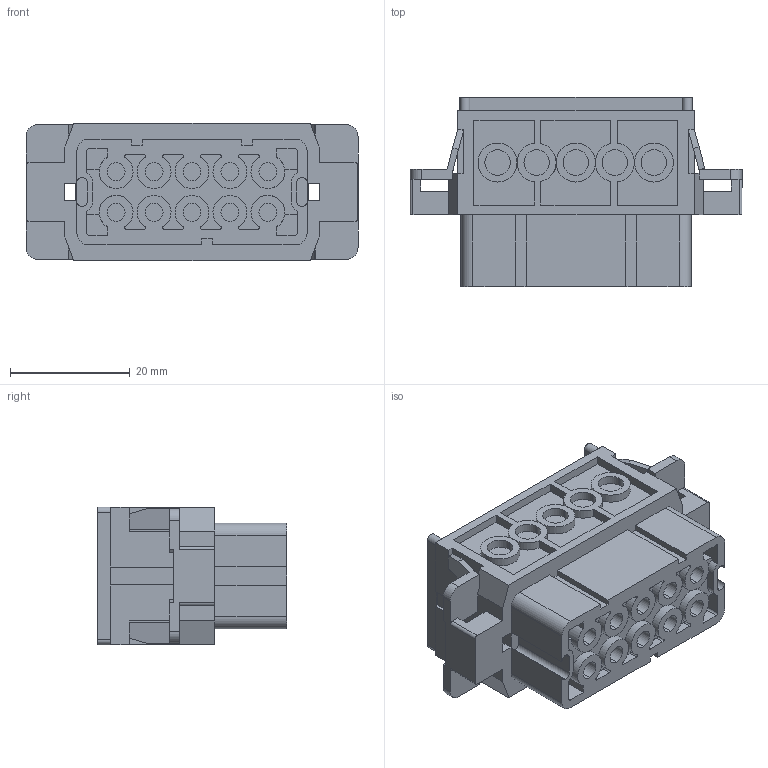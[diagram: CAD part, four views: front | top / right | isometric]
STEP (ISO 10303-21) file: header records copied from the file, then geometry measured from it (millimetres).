
FILE_DESCRIPTION (( 'STEP AP214' ), '1' );
FILE_NAME ('ZP-MC10A-1-FS010.step', '2015-08-12T18:21:02', ( '' ), ( '' ), 'SwSTEP 2.0', 'SolidWorks 2014', '' );
FILE_SCHEMA (( 'AUTOMOTIVE_DESIGN' ));
Length unit declared in the file: millimetre
Products named in the file (1): ZP-MC10A-1-FS010
Bounding box: 55.38 x 31.58 x 23 mm (x, y, z)
Volume: 19194.8 mm3; surface area: 13893.3 mm2
Topology: 1 solids, 1 shells, 501 faces, 1363 edges, 904 vertices
Faces by surface type: plane 330, cylinder 171
Entity records: 15875 total; most frequent: CARTESIAN_POINT 2769, ORIENTED_EDGE 2726, DIRECTION 2715, EDGE_CURVE 1363, VECTOR 1015, LINE 1015, VERTEX_POINT 904, AXIS2_PLACEMENT_3D 850
